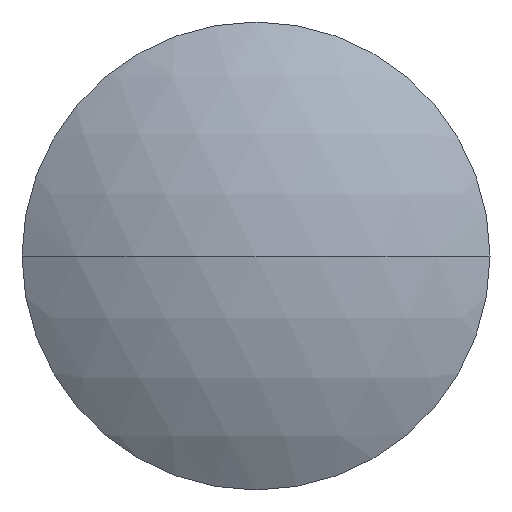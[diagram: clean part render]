
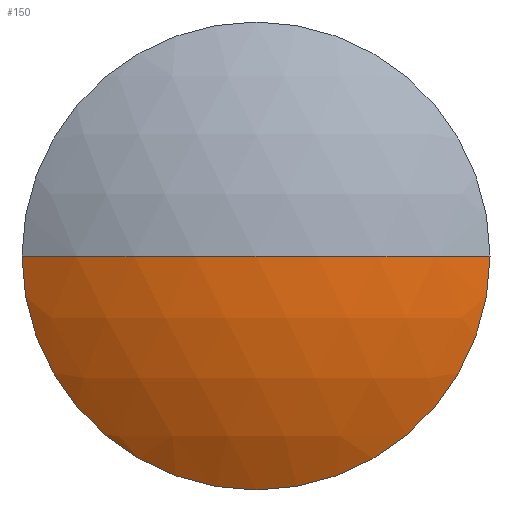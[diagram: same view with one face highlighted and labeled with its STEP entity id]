
A CAD part, left-side view. The second image highlights one B-rep face of the part: STEP entity #150.
In plain terms, the highlighted spherical face has radius 5.86 mm.
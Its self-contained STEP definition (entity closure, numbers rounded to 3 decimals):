
#7 = AXIS2_PLACEMENT_3D ( 'NONE', #19, #306, #342 ) ;
#9 = DIRECTION ( 'NONE',  ( 0., 1., 0. ) ) ;
#15 = CARTESIAN_POINT ( 'NONE',  ( 25.635, 12.058, 0. ) ) ;
#19 = CARTESIAN_POINT ( 'NONE',  ( 20.694, 12.058, 0. ) ) ;
#21 = DIRECTION ( 'NONE',  ( 1., 0., 0. ) ) ;
#44 = DIRECTION ( 'NONE',  ( 0., 0., -1. ) ) ;
#51 = CARTESIAN_POINT ( 'NONE',  ( 25.635, 12.058, 0. ) ) ;
#53 = CARTESIAN_POINT ( 'NONE',  ( 20.694, 12.058, -3.15 ) ) ;
#65 = VERTEX_POINT ( 'NONE', #68 ) ;
#68 = CARTESIAN_POINT ( 'NONE',  ( 20.694, 8.908, 0. ) ) ;
#77 = ORIENTED_EDGE ( 'NONE', *, *, #317, .F. ) ;
#79 = AXIS2_PLACEMENT_3D ( 'NONE', #226, #99, #339 ) ;
#88 = CIRCLE ( 'NONE', #7, 3.15 ) ;
#92 = AXIS2_PLACEMENT_3D ( 'NONE', #51, #98, #250 ) ;
#98 = DIRECTION ( 'NONE',  ( 0., 0., -1. ) ) ;
#99 = DIRECTION ( 'NONE',  ( -1., 0., 0. ) ) ;
#116 = VERTEX_POINT ( 'NONE', #166 ) ;
#118 = DIRECTION ( 'NONE',  ( 0., 0., 1. ) ) ;
#123 = AXIS2_PLACEMENT_3D ( 'NONE', #254, #118, #21 ) ;
#126 = EDGE_LOOP ( 'NONE', ( #200, #309, #316, #77 ) ) ;
#144 = CARTESIAN_POINT ( 'NONE',  ( 19.776, 12.058, 0. ) ) ;
#150 = ADVANCED_FACE ( 'NONE', ( #257 ), #216, .T. ) ;
#166 = CARTESIAN_POINT ( 'NONE',  ( 20.694, 15.208, 0. ) ) ;
#200 = ORIENTED_EDGE ( 'NONE', *, *, #328, .T. ) ;
#202 = CIRCLE ( 'NONE', #123, 5.86 ) ;
#216 = SPHERICAL_SURFACE ( 'NONE', #291, 5.86 ) ;
#218 = CIRCLE ( 'NONE', #79, 3.15 ) ;
#226 = CARTESIAN_POINT ( 'NONE',  ( 20.694, 12.058, 0. ) ) ;
#250 = DIRECTION ( 'NONE',  ( 0., 1., 0. ) ) ;
#254 = CARTESIAN_POINT ( 'NONE',  ( 25.635, 12.058, 0. ) ) ;
#257 = FACE_OUTER_BOUND ( 'NONE', #126, .T. ) ;
#258 = VERTEX_POINT ( 'NONE', #53 ) ;
#268 = CIRCLE ( 'NONE', #92, 5.86 ) ;
#276 = EDGE_CURVE ( 'NONE', #65, #320, #268, .T. ) ;
#288 = EDGE_CURVE ( 'NONE', #258, #65, #88, .T. ) ;
#291 = AXIS2_PLACEMENT_3D ( 'NONE', #15, #44, #9 ) ;
#306 = DIRECTION ( 'NONE',  ( -1., 0., 0. ) ) ;
#309 = ORIENTED_EDGE ( 'NONE', *, *, #288, .T. ) ;
#316 = ORIENTED_EDGE ( 'NONE', *, *, #276, .T. ) ;
#317 = EDGE_CURVE ( 'NONE', #116, #320, #202, .T. ) ;
#320 = VERTEX_POINT ( 'NONE', #144 ) ;
#328 = EDGE_CURVE ( 'NONE', #116, #258, #218, .T. ) ;
#339 = DIRECTION ( 'NONE',  ( 0., 0., 1. ) ) ;
#342 = DIRECTION ( 'NONE',  ( 0., 0., 1. ) ) ;
